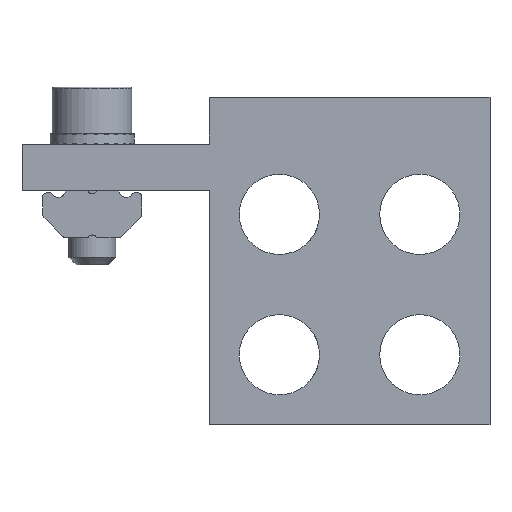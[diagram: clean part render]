
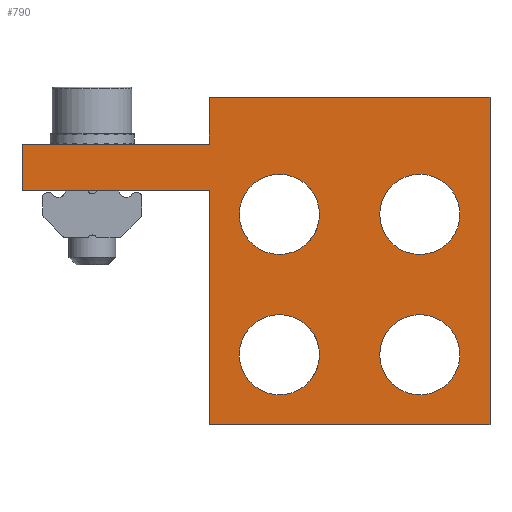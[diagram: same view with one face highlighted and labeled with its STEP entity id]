
A CAD part, front view. The second image highlights one B-rep face of the part: STEP entity #790.
In plain terms, the highlighted planar face has unit normal (0, -1, 0).
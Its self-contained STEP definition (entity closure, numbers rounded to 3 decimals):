
#790=ADVANCED_FACE('',(#1563,#1564,#1565,#1566,#1567),#1568,.F.);
#1563=FACE_BOUND('',#2360,.T.);
#1564=FACE_BOUND('',#2361,.T.);
#1565=FACE_BOUND('',#2362,.T.);
#1566=FACE_BOUND('',#2363,.T.);
#1567=FACE_OUTER_BOUND('',#2364,.T.);
#1568=PLANE('',#2365);
#2360=EDGE_LOOP('',(#4553));
#2361=EDGE_LOOP('',(#4554));
#2362=EDGE_LOOP('',(#4555));
#2363=EDGE_LOOP('',(#4556));
#2364=EDGE_LOOP('',(#4557,#4558,#4559,#4560,#4561,#4562,#4563,#4564));
#2365=AXIS2_PLACEMENT_3D('',#4565,#4566,#4567);
#4553=ORIENTED_EDGE('',*,*,#5754,.F.);
#4554=ORIENTED_EDGE('',*,*,#5755,.F.);
#4555=ORIENTED_EDGE('',*,*,#5756,.F.);
#4556=ORIENTED_EDGE('',*,*,#5742,.F.);
#4557=ORIENTED_EDGE('',*,*,#5757,.F.);
#4558=ORIENTED_EDGE('',*,*,#5758,.F.);
#4559=ORIENTED_EDGE('',*,*,#5759,.F.);
#4560=ORIENTED_EDGE('',*,*,#5760,.T.);
#4561=ORIENTED_EDGE('',*,*,#5761,.T.);
#4562=ORIENTED_EDGE('',*,*,#5762,.F.);
#4563=ORIENTED_EDGE('',*,*,#5763,.F.);
#4564=ORIENTED_EDGE('',*,*,#5764,.F.);
#4565=CARTESIAN_POINT('',(-25.0,0.0,17.5));
#4566=DIRECTION('',(0.0,1.0,0.0));
#4567=DIRECTION('',(0.0,0.0,1.0));
#5742=EDGE_CURVE('',#7110,#7110,#7111,.T.);
#5754=EDGE_CURVE('',#7131,#7131,#7132,.T.);
#5755=EDGE_CURVE('',#7133,#7133,#7134,.T.);
#5756=EDGE_CURVE('',#7135,#7135,#7136,.T.);
#5757=EDGE_CURVE('',#7137,#7138,#7139,.T.);
#5758=EDGE_CURVE('',#7140,#7137,#7141,.T.);
#5759=EDGE_CURVE('',#7142,#7140,#7143,.T.);
#5760=EDGE_CURVE('',#7142,#7144,#7145,.T.);
#5761=EDGE_CURVE('',#7144,#7146,#7147,.T.);
#5762=EDGE_CURVE('',#7148,#7146,#7149,.T.);
#5763=EDGE_CURVE('',#7150,#7148,#7151,.T.);
#5764=EDGE_CURVE('',#7138,#7150,#7152,.T.);
#7110=VERTEX_POINT('',#8960);
#7111=CIRCLE('',#8961,4.283);
#7131=VERTEX_POINT('',#9230);
#7132=CIRCLE('',#9231,4.283);
#7133=VERTEX_POINT('',#9232);
#7134=CIRCLE('',#9233,4.283);
#7135=VERTEX_POINT('',#9234);
#7136=CIRCLE('',#9235,4.283);
#7137=VERTEX_POINT('',#9236);
#7138=VERTEX_POINT('',#9237);
#7139=LINE('',#9238,#9239);
#7140=VERTEX_POINT('',#9240);
#7141=LINE('',#9241,#9242);
#7142=VERTEX_POINT('',#9243);
#7143=LINE('',#9244,#9245);
#7144=VERTEX_POINT('',#9246);
#7145=LINE('',#9247,#9248);
#7146=VERTEX_POINT('',#9249);
#7147=LINE('',#9250,#9251);
#7148=VERTEX_POINT('',#9252);
#7149=LINE('',#9253,#9254);
#7150=VERTEX_POINT('',#9255);
#7151=LINE('',#9256,#9257);
#7152=LINE('',#9258,#9259);
#8960=CARTESIAN_POINT('',(21.783,0.0,-10.0));
#8961=AXIS2_PLACEMENT_3D('',#10569,#10570,#10571);
#9230=CARTESIAN_POINT('',(21.783,0.0,5.0));
#9231=AXIS2_PLACEMENT_3D('',#10584,#10585,#10586);
#9232=CARTESIAN_POINT('',(6.783,0.0,5.0));
#9233=AXIS2_PLACEMENT_3D('',#10587,#10588,#10589);
#9234=CARTESIAN_POINT('',(6.783,0.0,-10.0));
#9235=AXIS2_PLACEMENT_3D('',#10590,#10591,#10592);
#9236=CARTESIAN_POINT('',(-5.0,0.0,12.5));
#9237=CARTESIAN_POINT('',(-5.0,0.0,17.5));
#9238=CARTESIAN_POINT('',(-5.0,0.0,12.5));
#9239=VECTOR('',#10593,1.0);
#9240=CARTESIAN_POINT('',(-25.0,0.0,12.5));
#9241=CARTESIAN_POINT('',(-25.0,0.0,12.5));
#9242=VECTOR('',#10594,1.0);
#9243=CARTESIAN_POINT('',(-25.0,0.0,7.5));
#9244=CARTESIAN_POINT('',(-25.0,0.0,-17.5));
#9245=VECTOR('',#10595,1.0);
#9246=CARTESIAN_POINT('',(-5.0,0.0,7.5));
#9247=CARTESIAN_POINT('',(-25.0,0.0,7.5));
#9248=VECTOR('',#10596,1.0);
#9249=CARTESIAN_POINT('',(-5.0,0.0,-17.5));
#9250=CARTESIAN_POINT('',(-5.0,0.0,7.5));
#9251=VECTOR('',#10597,1.0);
#9252=CARTESIAN_POINT('',(25.0,0.0,-17.5));
#9253=CARTESIAN_POINT('',(25.0,0.0,-17.5));
#9254=VECTOR('',#10598,1.0);
#9255=CARTESIAN_POINT('',(25.0,0.0,17.5));
#9256=CARTESIAN_POINT('',(25.0,0.0,17.5));
#9257=VECTOR('',#10599,1.0);
#9258=CARTESIAN_POINT('',(-25.0,0.0,17.5));
#9259=VECTOR('',#10600,1.0);
#10569=CARTESIAN_POINT('',(17.5,0.0,-10.0));
#10570=DIRECTION('',(0.0,-1.0,0.0));
#10571=DIRECTION('',(1.0,0.0,0.0));
#10584=CARTESIAN_POINT('',(17.5,0.0,5.0));
#10585=DIRECTION('',(0.0,-1.0,0.0));
#10586=DIRECTION('',(1.0,0.0,0.0));
#10587=CARTESIAN_POINT('',(2.5,0.0,5.0));
#10588=DIRECTION('',(0.0,-1.0,0.0));
#10589=DIRECTION('',(1.0,0.0,0.0));
#10590=CARTESIAN_POINT('',(2.5,0.0,-10.0));
#10591=DIRECTION('',(0.0,-1.0,0.0));
#10592=DIRECTION('',(1.0,0.0,0.0));
#10593=DIRECTION('',(0.0,0.0,1.0));
#10594=DIRECTION('',(1.0,0.0,0.0));
#10595=DIRECTION('',(0.0,0.0,1.0));
#10596=DIRECTION('',(1.0,0.0,0.));
#10597=DIRECTION('',(0.,0.0,-1.0));
#10598=DIRECTION('',(-1.0,0.0,0.));
#10599=DIRECTION('',(0.,0.0,-1.0));
#10600=DIRECTION('',(1.0,0.0,0.0));
